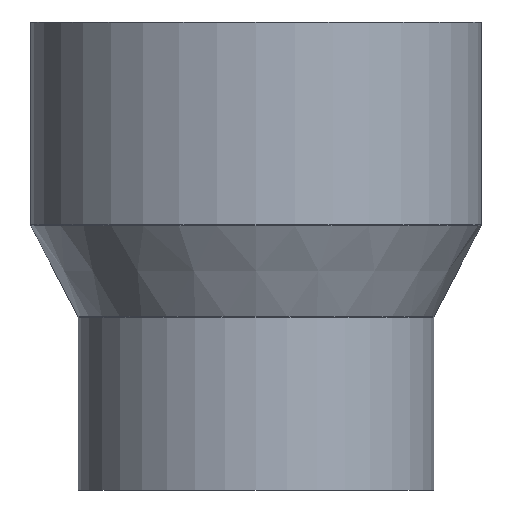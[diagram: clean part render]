
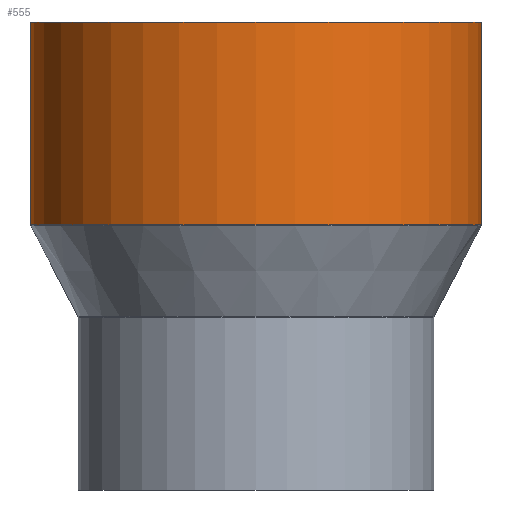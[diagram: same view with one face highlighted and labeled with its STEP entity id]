
A CAD part, front view. The second image highlights one B-rep face of the part: STEP entity #555.
In plain terms, the highlighted cylindrical face has radius 225 mm (diameter 450 mm), a partial arc.
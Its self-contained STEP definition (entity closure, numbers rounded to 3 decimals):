
#28 = ORIENTED_EDGE ( 'NONE', *, *, #134, .T. ) ;
#62 = CARTESIAN_POINT ( 'NONE',  ( 225., 0., -16.533 ) ) ;
#65 = CYLINDRICAL_SURFACE ( 'NONE', #481, 225. ) ;
#70 = VERTEX_POINT ( 'NONE', #81 ) ;
#76 = VERTEX_POINT ( 'NONE', #92 ) ;
#81 = CARTESIAN_POINT ( 'NONE',  ( 225., 0., 240.166 ) ) ;
#87 = LINE ( 'NONE', #603, #254 ) ;
#92 = CARTESIAN_POINT ( 'NONE',  ( -225., 0., 37.657 ) ) ;
#104 = EDGE_CURVE ( 'NONE', #344, #76, #87, .T. ) ;
#115 = CARTESIAN_POINT ( 'NONE',  ( -225., 0., 240.166 ) ) ;
#134 = EDGE_CURVE ( 'NONE', #70, #344, #602, .T. ) ;
#135 = EDGE_LOOP ( 'NONE', ( #480, #28, #365, #230 ) ) ;
#147 = AXIS2_PLACEMENT_3D ( 'NONE', #420, #587, #173 ) ;
#173 = DIRECTION ( 'NONE',  ( -1., 0., 0. ) ) ;
#177 = DIRECTION ( 'NONE',  ( -1., 0., 0. ) ) ;
#225 = CIRCLE ( 'NONE', #147, 225. ) ;
#230 = ORIENTED_EDGE ( 'NONE', *, *, #296, .F. ) ;
#254 = VECTOR ( 'NONE', #291, 1000. ) ;
#269 = DIRECTION ( 'NONE',  ( 0., 0., -1. ) ) ;
#283 = DIRECTION ( 'NONE',  ( 0., 0., -1. ) ) ;
#291 = DIRECTION ( 'NONE',  ( 0., 0., -1. ) ) ;
#296 = EDGE_CURVE ( 'NONE', #300, #76, #225, .T. ) ;
#300 = VERTEX_POINT ( 'NONE', #475 ) ;
#342 = EDGE_CURVE ( 'NONE', #70, #300, #523, .T. ) ;
#344 = VERTEX_POINT ( 'NONE', #115 ) ;
#355 = DIRECTION ( 'NONE',  ( 0., 0., -1. ) ) ;
#365 = ORIENTED_EDGE ( 'NONE', *, *, #104, .T. ) ;
#420 = CARTESIAN_POINT ( 'NONE',  ( 0., 0., 37.657 ) ) ;
#475 = CARTESIAN_POINT ( 'NONE',  ( 225., 0., 37.657 ) ) ;
#477 = FACE_OUTER_BOUND ( 'NONE', #135, .T. ) ;
#480 = ORIENTED_EDGE ( 'NONE', *, *, #342, .F. ) ;
#481 = AXIS2_PLACEMENT_3D ( 'NONE', #586, #283, #177 ) ;
#502 = VECTOR ( 'NONE', #269, 1000. ) ;
#523 = LINE ( 'NONE', #62, #502 ) ;
#555 = ADVANCED_FACE ( 'NONE', ( #477 ), #65, .T. ) ;
#586 = CARTESIAN_POINT ( 'NONE',  ( 0., 0., -16.533 ) ) ;
#587 = DIRECTION ( 'NONE',  ( 0., 0., -1. ) ) ;
#602 = CIRCLE ( 'NONE', #641, 225. ) ;
#603 = CARTESIAN_POINT ( 'NONE',  ( -225., 0., -16.533 ) ) ;
#607 = DIRECTION ( 'NONE',  ( -1., 0., 0. ) ) ;
#615 = CARTESIAN_POINT ( 'NONE',  ( 0., 0., 240.166 ) ) ;
#641 = AXIS2_PLACEMENT_3D ( 'NONE', #615, #355, #607 ) ;
